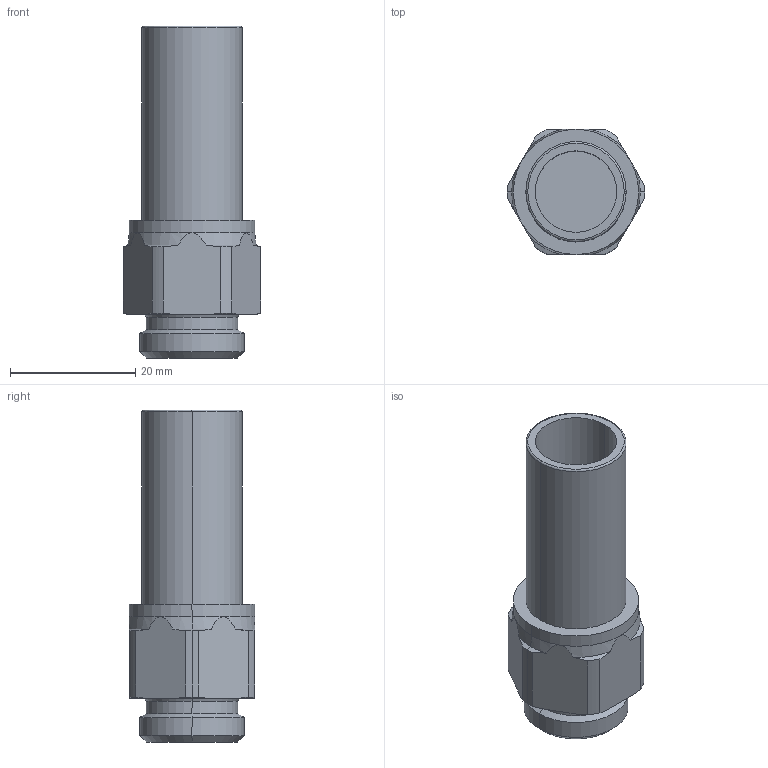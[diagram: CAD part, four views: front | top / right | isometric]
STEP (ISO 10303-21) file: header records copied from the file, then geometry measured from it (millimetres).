
FILE_DESCRIPTION((''),'2;1');
FILE_NAME('GPCJ_16G03(3D).stp','2012-12-20T14:35:22',(''),(''),'Mechanical Desktop.R8.0.24.0','Mechanical Desktop.R8.0.24.0',', , ');
FILE_SCHEMA(('CONFIG_CONTROL_DESIGN'));
Length unit declared in the file: millimetre
Products named in the file (2): GPCJ_16G03(3D); 睡ヶ1
Assembly tree (1 placements, depth 2):
  GPCJ_16G03(3D)
    睡ヶ1
Bounding box: 22 x 20 x 53 mm (x, y, z)
Volume: 6590.7 mm3; surface area: 5536 mm2
Topology: 1 solids, 1 shells, 70 faces, 164 edges, 99 vertices
Faces by surface type: cone 36, cylinder 20, plane 12, torus 2
Entity records: 2059 total; most frequent: CARTESIAN_POINT 405, DIRECTION 346, ORIENTED_EDGE 324, EDGE_CURVE 162, AXIS2_PLACEMENT_3D 148, VERTEX_POINT 99, CIRCLE 76, EDGE_LOOP 75
